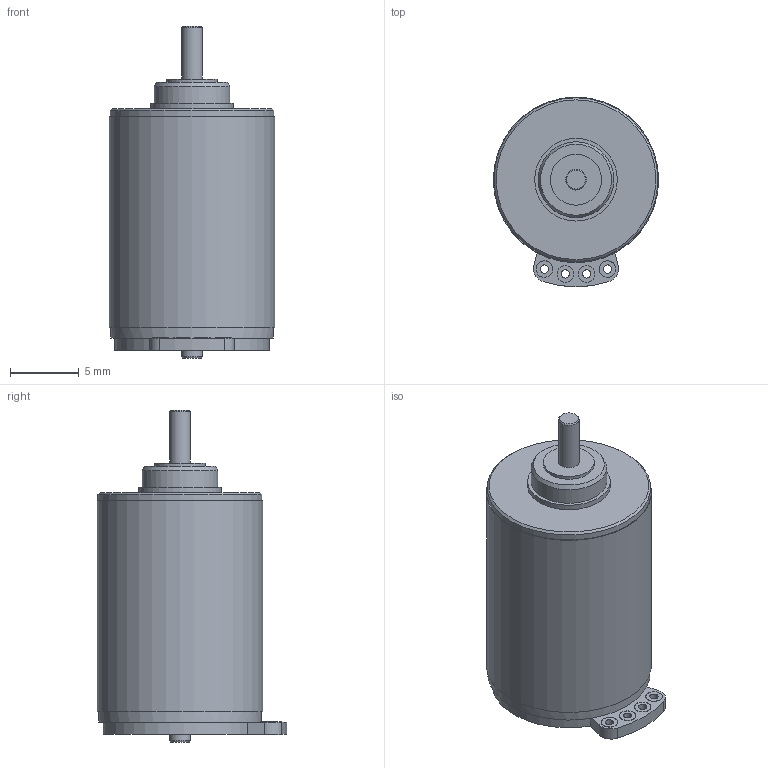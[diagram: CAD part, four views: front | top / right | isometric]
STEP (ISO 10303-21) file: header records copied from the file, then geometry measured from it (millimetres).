
FILE_DESCRIPTION(/* description */ (''),/* implementation_level */ '2;1');
FILE_NAME(/* name */ 'ADM1220S-(2R)-_-31.stp',/* time_stamp */ '2013-12-18T12:32:25+01:00',/* author */ ('DR. FRITZ FAULHABER GmbH & Co. KG'),/* organization */ ('DR. FRITZ FAULHABER GmbH & Co. KG'),/* preprocessor_version */ 'ST-DEVELOPER v11',/* originating_system */ 'SIEMENS PLM Software NX 7.5',/* authorisation */ '');
FILE_SCHEMA (('AUTOMOTIVE_DESIGN { 1 0 10303 214 1 1 1 1 }'));
Length unit declared in the file: millimetre
Products named in the file (1): Alle
Bounding box: 12 x 13.75 x 24.1 mm (x, y, z)
Volume: 2034.1 mm3; surface area: 970 mm2
Topology: 1 solids, 1 shells, 51 faces, 103 edges, 70 vertices
Faces by surface type: cylinder 25, plane 22, cone 4
Full cylindrical faces by diameter (mm): 0.6 x4, 1.2 x8, 1.5 x2, 3.7 x1, 4 x1, 5.5 x1, 6 x1, 11.8 x1, 11.9 x1, 12 x1
Entity records: 1538 total; most frequent: DIRECTION 226, CARTESIAN_POINT 178, ORIENTED_EDGE 134, AXIS2_PLACEMENT_3D 107, EDGE_LOOP 100, FACE_BOUND 91, EDGE_CURVE 67, VERTEX_POINT 59
